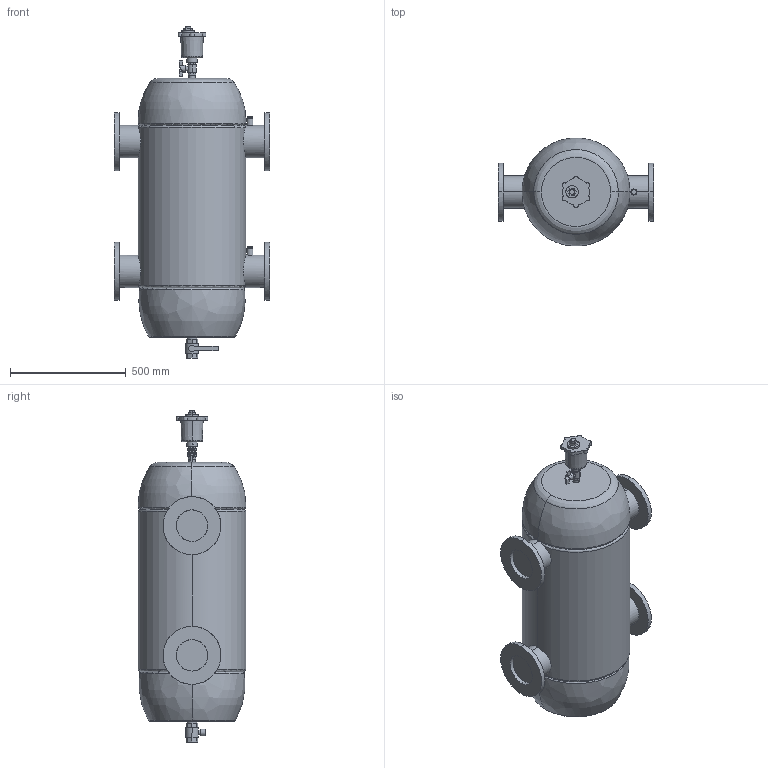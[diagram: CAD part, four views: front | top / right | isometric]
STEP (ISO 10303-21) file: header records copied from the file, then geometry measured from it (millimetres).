
FILE_DESCRIPTION(('CATIA V5 STEP Exchange'),'2;1');
FILE_NAME('STEP_548122_-_TST.stp','2019-02-13T11:03:13+00:00',('none'),('none'),'CATIA Version 5-6 Release 2016 SP4','CATIA V5 STEP AP203','none');
FILE_SCHEMA(('CONFIG_CONTROL_DESIGN'));
Length unit declared in the file: millimetre
Products named in the file (1): 548122 - TST
Bounding box: 670 x 465.57 x 1433 mm (x, y, z)
Volume: 189881560.9 mm3; surface area: 2468020.8 mm2
Topology: 1 solids, 1 shells, 212 faces, 520 edges, 342 vertices
Faces by surface type: plane 108, cylinder 84, torus 14, bspline 4, cone 2
Entity records: 9437 total; most frequent: CARTESIAN_POINT 4737, ORIENTED_EDGE 1040, DIRECTION 768, EDGE_CURVE 520, VERTEX_POINT 342, AXIS2_PLACEMENT_3D 282, VECTOR 278, LINE 278
